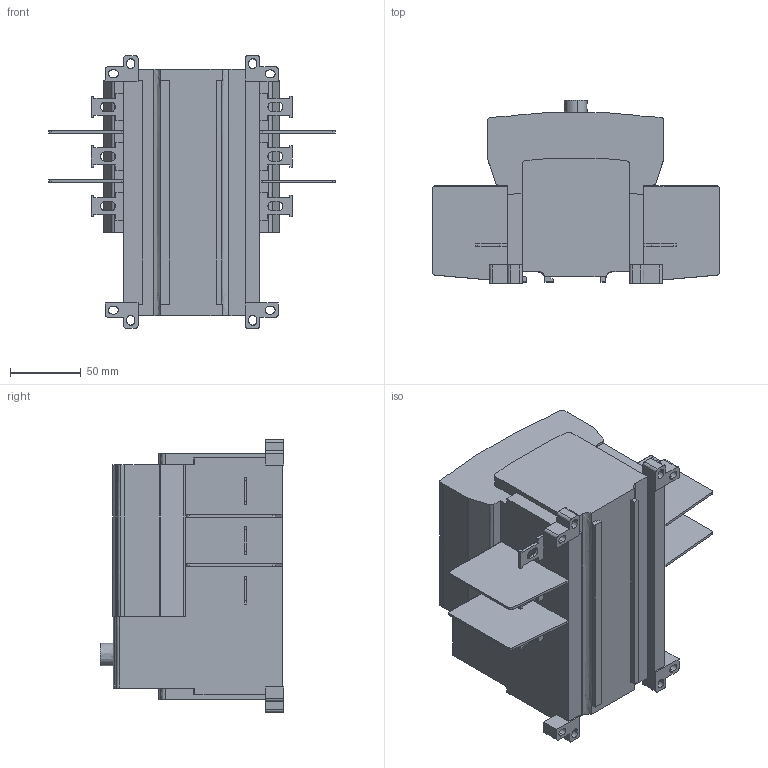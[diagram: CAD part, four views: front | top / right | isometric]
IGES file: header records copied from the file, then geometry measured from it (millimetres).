
Start section:  PTC IGES file: OS100J30.igs
Global section: file name: OS100J30.igs; native system: Creo Parametric by PTC Inc.; preprocessor: 2016050; author: FIILRII; organization: Unknown; date: 20160713.074515; units: millimetre
Bounding box: 202.35 x 129.4 x 192.5 mm (x, y, z)
Volume: 2023692.3 mm3; surface area: 147548.1 mm2
Topology: 1 solids, 1 shells, 313 faces, 892 edges, 592 vertices
Faces by surface type: bspline 313
